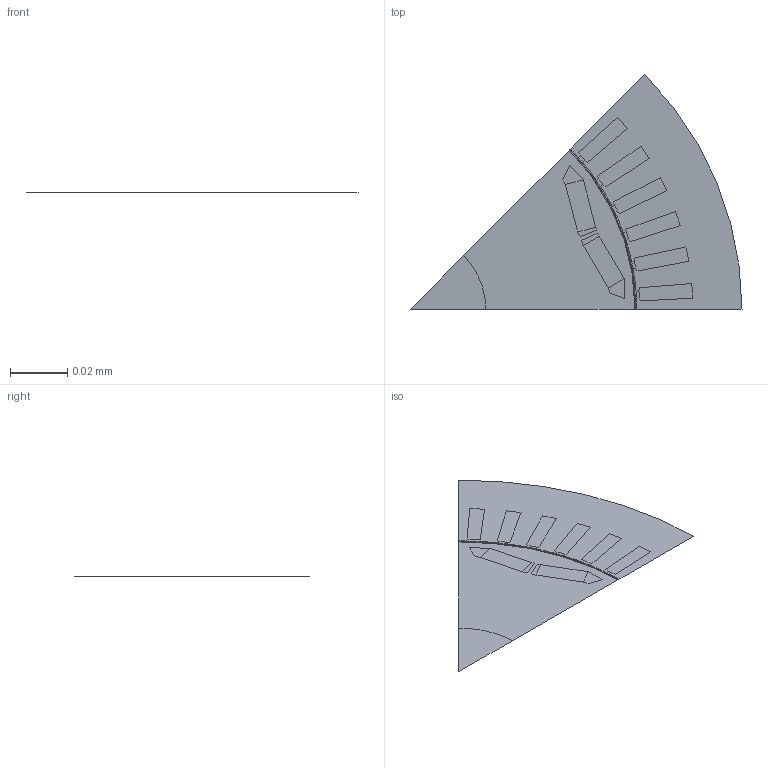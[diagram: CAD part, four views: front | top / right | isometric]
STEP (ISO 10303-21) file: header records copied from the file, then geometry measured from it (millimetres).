
FILE_DESCRIPTION(('Open CASCADE Model'),'2;1');
FILE_NAME('Open CASCADE Shape Model','2023-08-18T16:49:50',('Author'),( 'Open CASCADE'),'Open CASCADE STEP processor 7.6','Open CASCADE 7.6' ,'Unknown');
FILE_SCHEMA(('AUTOMOTIVE_DESIGN { 1 0 10303 214 1 1 1 1 }'));
Length unit declared in the file: millimetre
Products named in the file (1): Open CASCADE STEP translator 7.6 1
Bounding box: 0.12 x 0.08 x 0 mm (x, y, z)
Surface area: 0 mm2 (no closed solid volume)
Topology: 0 solids, 24 shells, 24 faces, 183 edges, 183 vertices
Faces by surface type: plane 24
Entity records: 3460 total; most frequent: CARTESIAN_POINT 574, DIRECTION 451, LINE 296, VECTOR 296, VALUE_REPRESENTATION_ITEM 237, ORIENTED_EDGE 183, EDGE_CURVE 183, VERTEX_POINT 183
